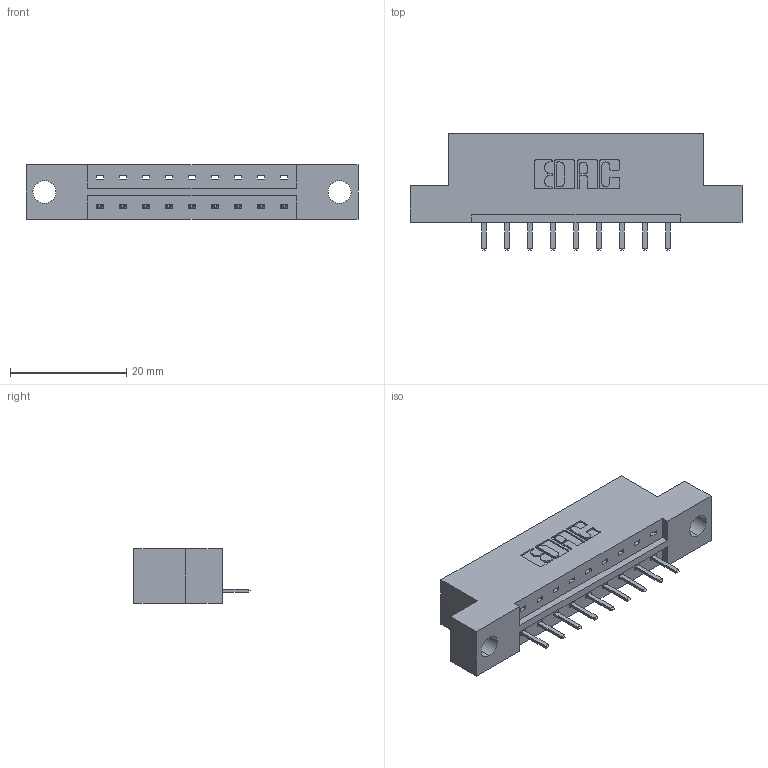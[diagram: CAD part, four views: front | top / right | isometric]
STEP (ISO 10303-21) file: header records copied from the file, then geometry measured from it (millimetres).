
FILE_DESCRIPTION (( 'STEP AP203' ), '1' );
FILE_NAME ('333-009-520-104.STEP', '2018-07-31T22:19:30', ( '' ), ( '' ), 'SwSTEP 2.0', 'SolidWorks 2016', '' );
FILE_SCHEMA (( 'CONFIG_CONTROL_DESIGN' ));
Length unit declared in the file: inch
Products named in the file (3): 333 Part_Flush - .156 Dia - TH; 345-292-001_345-293-120; 333-009-520-104
Assembly tree (10 placements, depth 2):
  333-009-520-104
    333 Part_Flush - .156 Dia - TH
    345-292-001_345-293-120  x9
Bounding box: 57.2 x 20.02 x 9.4 mm (x, y, z)
Volume: 5358.5 mm3; surface area: 5286.3 mm2
Topology: 10 solids, 10 shells, 672 faces, 1967 edges, 1286 vertices
Faces by surface type: plane 466, cylinder 206
Entity records: 9887 total; most frequent: CARTESIAN_POINT 1729, ORIENTED_EDGE 1662, DIRECTION 1513, EDGE_CURVE 831, LINE 699, VECTOR 699, VERTEX_POINT 550, AXIS2_PLACEMENT_3D 407
